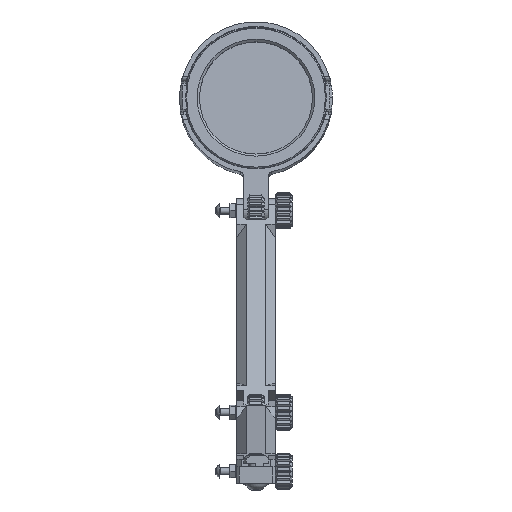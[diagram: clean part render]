
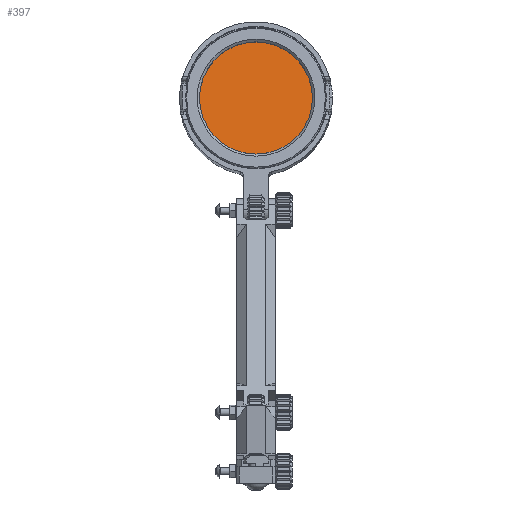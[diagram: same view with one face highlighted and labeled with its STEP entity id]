
A CAD part, front view. The second image highlights one B-rep face of the part: STEP entity #397.
In plain terms, the highlighted face is planar.
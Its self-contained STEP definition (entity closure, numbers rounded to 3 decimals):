
#236 = VERTEX_POINT('',#237);
#237 = CARTESIAN_POINT('',(23.5,0.,6.2));
#245 = EDGE_CURVE('',#236,#236,#246,.T.);
#246 = CIRCLE('',#247,23.5);
#247 = AXIS2_PLACEMENT_3D('',#248,#249,#250);
#248 = CARTESIAN_POINT('',(0.,0.,6.2));
#249 = DIRECTION('',(0.,0.,-1.));
#250 = DIRECTION('',(1.,0.,0.));
#397 = ADVANCED_FACE('',(#398),#401,.F.);
#398 = FACE_BOUND('',#399,.F.);
#399 = EDGE_LOOP('',(#400));
#400 = ORIENTED_EDGE('',*,*,#245,.T.);
#401 = PLANE('',#402);
#402 = AXIS2_PLACEMENT_3D('',#403,#404,#405);
#403 = CARTESIAN_POINT('',(0.,0.,6.2));
#404 = DIRECTION('',(-0.,0.,-1.));
#405 = DIRECTION('',(1.,0.,0.));
